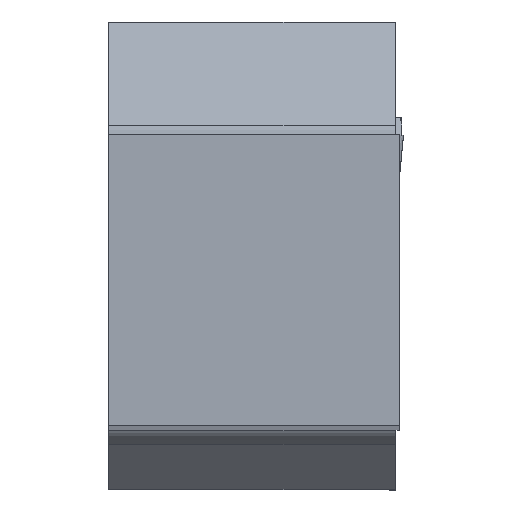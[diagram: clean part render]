
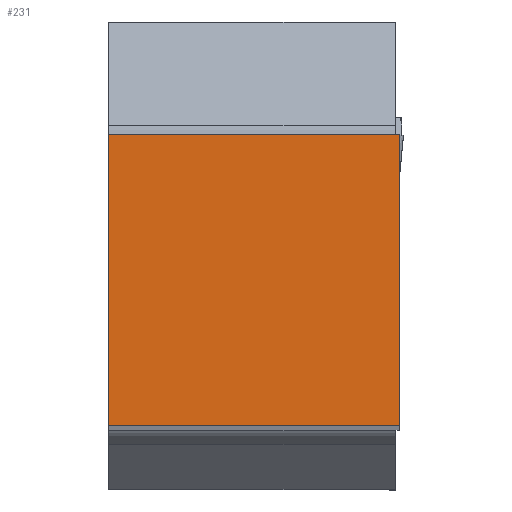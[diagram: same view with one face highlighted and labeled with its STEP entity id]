
A CAD part, top view. The second image highlights one B-rep face of the part: STEP entity #231.
In plain terms, the highlighted planar face has unit normal (0, 0, 1).
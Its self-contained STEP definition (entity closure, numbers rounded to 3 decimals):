
#231=ADVANCED_FACE('CU_BACK_SU1',(#361),#306,.F.);
#306=PLANE('',#1766);
#361=FACE_OUTER_BOUND('',#442,.T.);
#442=EDGE_LOOP('',(#633,#634,#635,#636));
#633=ORIENTED_EDGE('',*,*,#1201,.T.);
#634=ORIENTED_EDGE('',*,*,#1180,.F.);
#635=ORIENTED_EDGE('',*,*,#1202,.T.);
#636=ORIENTED_EDGE('',*,*,#1133,.T.);
#980=VERTEX_POINT('',#2263);
#981=VERTEX_POINT('',#2265);
#1019=VERTEX_POINT('',#2394);
#1020=VERTEX_POINT('',#2396);
#1133=EDGE_CURVE('',#981,#980,#1353,.T.);
#1180=EDGE_CURVE('',#1019,#1020,#1389,.T.);
#1201=EDGE_CURVE('',#980,#1020,#1402,.T.);
#1202=EDGE_CURVE('',#1019,#981,#1403,.T.);
#1353=LINE('',#2264,#1514);
#1389=LINE('',#2395,#1550);
#1402=LINE('',#2434,#1563);
#1403=LINE('',#2435,#1564);
#1514=VECTOR('',#1871,1.);
#1550=VECTOR('',#1943,1.);
#1563=VECTOR('',#1988,1.);
#1564=VECTOR('',#1989,1.);
#1766=AXIS2_PLACEMENT_3D('',#2436,#1990,#1991);
#1871=DIRECTION('',(0.,-1.,0.));
#1943=DIRECTION('',(0.,-1.,0.));
#1988=DIRECTION('',(1.,0.,0.));
#1989=DIRECTION('',(-1.,0.,0.));
#1990=DIRECTION('',(0.,0.,-1.));
#1991=DIRECTION('',(1.,0.,0.));
#2263=CARTESIAN_POINT('',(0.,0.,0.));
#2264=CARTESIAN_POINT('',(0.,29.9,0.));
#2265=CARTESIAN_POINT('',(0.,9.9,0.));
#2394=CARTESIAN_POINT('',(9.9,9.9,0.));
#2395=CARTESIAN_POINT('',(9.9,29.9,0.));
#2396=CARTESIAN_POINT('',(9.9,0.,0.));
#2434=CARTESIAN_POINT('',(-22.495,0.,0.));
#2435=CARTESIAN_POINT('',(-22.495,9.9,0.));
#2436=CARTESIAN_POINT('',(-22.495,29.9,0.));
